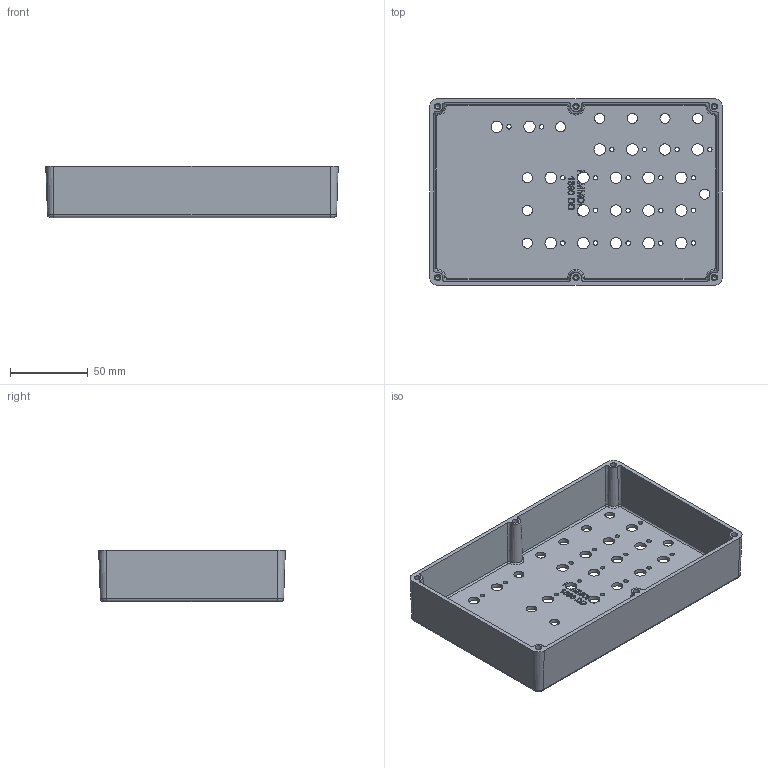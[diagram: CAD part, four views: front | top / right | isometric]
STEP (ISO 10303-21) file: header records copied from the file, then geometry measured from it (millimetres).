
FILE_DESCRIPTION(/* description */ (''),/* implementation_level */ '2;1');
FILE_NAME(/* name */ '1590DD BOX.stp',/* time_stamp */ '2022-02-07T16:15:56-05:00',/* author */ ('blakesd'),/* organization */ (''),/* preprocessor_version */ 'ST-DEVELOPER v18.1',/* originating_system */ 'Autodesk Inventor 2022',/* authorisation */ '');
FILE_SCHEMA (('AUTOMOTIVE_DESIGN { 1 0 10303 214 3 1 1 }'));
Length unit declared in the file: millimetre
Products named in the file (1): 1590DD BOX
Bounding box: 188 x 120 x 33 mm (x, y, z)
Volume: 102383.2 mm3; surface area: 81385.3 mm2
Topology: 1 solids, 1 shells, 294 faces, 778 edges, 506 vertices
Faces by surface type: plane 110, bspline 87, cylinder 71, cone 16, torus 10
Full cylindrical faces by diameter (mm): 2.642 x6, 2.87 x20, 4 x6, 6.452 x9, 7.4 x20
Entity records: 10652 total; most frequent: CARTESIAN_POINT 3586, ORIENTED_EDGE 1544, DIRECTION 1199, EDGE_CURVE 772, VERTEX_POINT 506, EDGE_LOOP 418, AXIS2_PLACEMENT_3D 406, LINE 387
